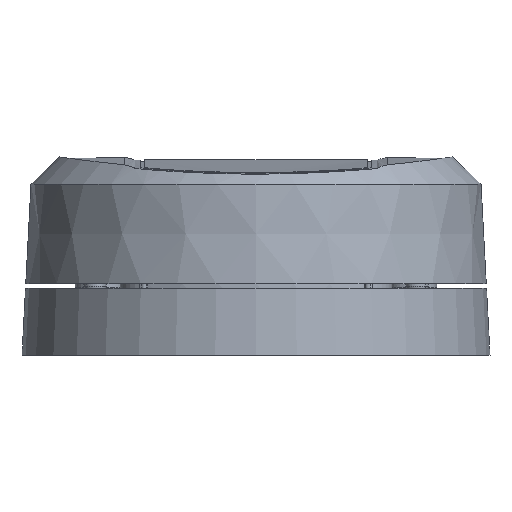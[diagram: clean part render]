
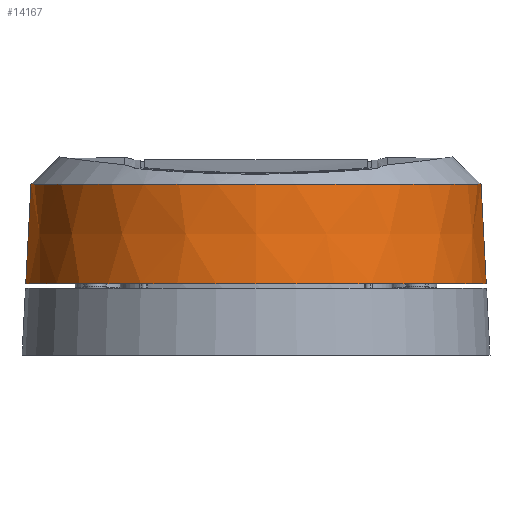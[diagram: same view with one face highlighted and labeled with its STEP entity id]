
A CAD part, front view. The second image highlights one B-rep face of the part: STEP entity #14167.
In plain terms, the highlighted conical face has half-angle 3 degrees and reference radius 37.188 mm.
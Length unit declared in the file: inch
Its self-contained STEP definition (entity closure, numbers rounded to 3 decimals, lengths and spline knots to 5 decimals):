
#39=CARTESIAN_POINT('',(0.,0.,0.015));
#40=DIRECTION('',(0.,0.,1.));
#41=DIRECTION('',(-1.,0.,0.));
#42=AXIS2_PLACEMENT_3D('',#39,#40,#41);
#48=DIRECTION('',(0.052,0.,0.999));
#49=VECTOR('',#48,0.64112);
#50=CARTESIAN_POINT('',(-1.48087,0.,0.015));
#51=LINE('',#50,#49);
#55=CARTESIAN_POINT('',(0.,0.,0.65524));
#56=DIRECTION('',(0.,0.,1.));
#57=DIRECTION('',(-1.,0.,0.));
#58=AXIS2_PLACEMENT_3D('',#55,#56,#57);
#447=DIRECTION('',(-0.052,0.,0.999));
#448=VECTOR('',#447,0.64112);
#449=CARTESIAN_POINT('',(1.48087,0.,0.015));
#450=LINE('',#449,#448);
#13428=CARTESIAN_POINT('',(-1.48087,0.,0.015));
#13429=CARTESIAN_POINT('',(1.48087,0.,0.015));
#13430=VERTEX_POINT('',#13428);
#13431=VERTEX_POINT('',#13429);
#13496=CARTESIAN_POINT('',(-1.44732,0.,0.65524));
#13497=CARTESIAN_POINT('',(1.44732,0.,0.65524));
#13498=VERTEX_POINT('',#13496);
#13499=VERTEX_POINT('',#13497);
#14152=CARTESIAN_POINT('',(0.,0.,0.33512));
#14153=DIRECTION('',(0.,0.,-1.));
#14154=DIRECTION('',(-1.,0.,0.));
#14155=AXIS2_PLACEMENT_3D('',#14152,#14153,#14154);
#14156=CONICAL_SURFACE('',#14155,1.46409,3.);
#14158=ORIENTED_EDGE('',*,*,#14157,.F.);
#14160=ORIENTED_EDGE('',*,*,#14159,.T.);
#14162=ORIENTED_EDGE('',*,*,#14161,.T.);
#14164=ORIENTED_EDGE('',*,*,#14163,.F.);
#14165=EDGE_LOOP('',(#14158,#14160,#14162,#14164));
#14166=FACE_OUTER_BOUND('',#14165,.F.);
#43=CIRCLE('',#42,1.48087);
#59=CIRCLE('',#58,1.44732);
#14157=EDGE_CURVE('',#13430,#13431,#43,.T.);
#14159=EDGE_CURVE('',#13430,#13498,#51,.T.);
#14161=EDGE_CURVE('',#13498,#13499,#59,.T.);
#14163=EDGE_CURVE('',#13431,#13499,#450,.T.);
#14167=ADVANCED_FACE('',(#14166),#14156,.T.);
